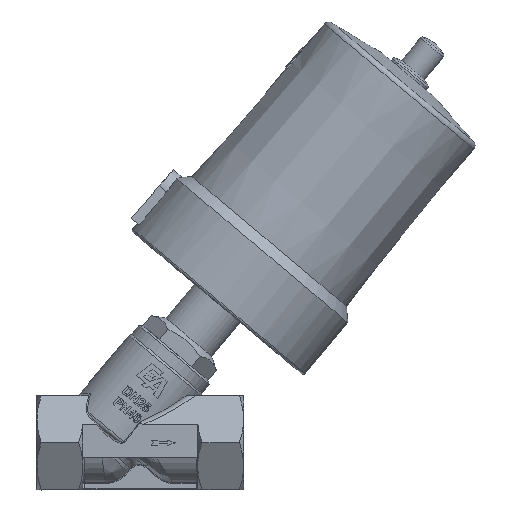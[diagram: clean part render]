
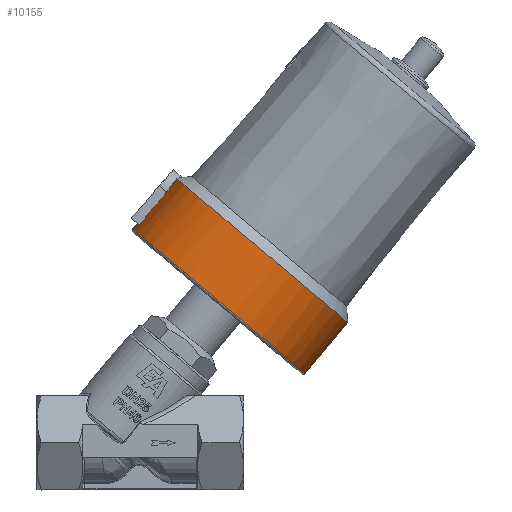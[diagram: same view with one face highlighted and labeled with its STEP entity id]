
A CAD part, top view. The second image highlights one B-rep face of the part: STEP entity #10155.
In plain terms, the highlighted cylindrical face has radius 49 mm (diameter 98 mm), a full revolution.
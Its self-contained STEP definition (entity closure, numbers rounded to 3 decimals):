
#244=ELLIPSE('',#11222,1404.032,49.);
#245=ELLIPSE('',#11231,1404.032,49.);
#572=B_SPLINE_CURVE_WITH_KNOTS('',3,(#31309,#31310,#31311,#31312,#31313,
#31314,#31315,#31316),.UNSPECIFIED.,.F.,.F.,(4,2,2,4),(4.97,
5.076,5.438,5.768),.UNSPECIFIED.);
#574=B_SPLINE_CURVE_WITH_KNOTS('',3,(#31332,#31333,#31334,#31335,#31336,
#31337,#31338,#31339),.UNSPECIFIED.,.F.,.F.,(4,2,2,4),(2.934,
3.263,3.626,3.731),.UNSPECIFIED.);
#810=CYLINDRICAL_SURFACE('',#11252,49.);
#1696=FACE_OUTER_BOUND('',#2329,.T.);
#2329=EDGE_LOOP('',(#9374,#9375,#9376,#9377,#9378,#9379,#9380,#9381,#9382,
#9383,#9384,#9385));
#2939=LINE('',#31426,#3521);
#3521=VECTOR('',#13717,49.);
#3907=CIRCLE('',#11233,49.);
#3908=CIRCLE('',#11235,49.);
#3909=CIRCLE('',#11236,49.);
#3918=CIRCLE('',#11248,49.);
#3919=CIRCLE('',#11249,49.);
#3920=CIRCLE('',#11250,49.);
#4913=VERTEX_POINT('',#31300);
#4914=VERTEX_POINT('',#31302);
#4915=VERTEX_POINT('',#31306);
#4916=VERTEX_POINT('',#31308);
#4917=VERTEX_POINT('',#31317);
#4922=VERTEX_POINT('',#31387);
#4923=VERTEX_POINT('',#31393);
#4932=VERTEX_POINT('',#31417);
#4933=VERTEX_POINT('',#31419);
#4934=VERTEX_POINT('',#31421);
#6405=EDGE_CURVE('',#4914,#4913,#244,.T.);
#6408=EDGE_CURVE('',#4916,#4915,#572,.T.);
#6410=EDGE_CURVE('',#4913,#4917,#574,.T.);
#6418=EDGE_CURVE('',#4915,#4922,#245,.T.);
#6419=EDGE_CURVE('',#4922,#4914,#3907,.T.);
#6420=EDGE_CURVE('',#4917,#4923,#3908,.T.);
#6421=EDGE_CURVE('',#4923,#4916,#3909,.T.);
#6433=EDGE_CURVE('',#4932,#4933,#3918,.T.);
#6434=EDGE_CURVE('',#4933,#4934,#3919,.T.);
#6435=EDGE_CURVE('',#4934,#4932,#3920,.T.);
#6437=EDGE_CURVE('',#4933,#4923,#2939,.T.);
#9374=ORIENTED_EDGE('',*,*,#6435,.F.);
#9375=ORIENTED_EDGE('',*,*,#6434,.F.);
#9376=ORIENTED_EDGE('',*,*,#6437,.T.);
#9377=ORIENTED_EDGE('',*,*,#6421,.T.);
#9378=ORIENTED_EDGE('',*,*,#6408,.T.);
#9379=ORIENTED_EDGE('',*,*,#6418,.T.);
#9380=ORIENTED_EDGE('',*,*,#6419,.T.);
#9381=ORIENTED_EDGE('',*,*,#6405,.T.);
#9382=ORIENTED_EDGE('',*,*,#6410,.T.);
#9383=ORIENTED_EDGE('',*,*,#6420,.T.);
#9384=ORIENTED_EDGE('',*,*,#6437,.F.);
#9385=ORIENTED_EDGE('',*,*,#6433,.F.);
#10155=ADVANCED_FACE('',(#1696),#810,.T.);
#11222=AXIS2_PLACEMENT_3D('',#31303,#13647,#13648);
#11231=AXIS2_PLACEMENT_3D('',#31389,#13670,#13671);
#11233=AXIS2_PLACEMENT_3D('',#31391,#13674,#13675);
#11235=AXIS2_PLACEMENT_3D('',#31394,#13678,#13679);
#11236=AXIS2_PLACEMENT_3D('',#31395,#13680,#13681);
#11248=AXIS2_PLACEMENT_3D('',#31420,#13707,#13708);
#11249=AXIS2_PLACEMENT_3D('',#31422,#13709,#13710);
#11250=AXIS2_PLACEMENT_3D('',#31423,#13711,#13712);
#11252=AXIS2_PLACEMENT_3D('',#31425,#13715,#13716);
#13647=DIRECTION('center_axis',(0.999,0.035,0.));
#13648=DIRECTION('ref_axis',(0.035,-0.999,0.));
#13670=DIRECTION('center_axis',(-0.999,0.035,0.));
#13671=DIRECTION('ref_axis',(0.035,0.999,0.));
#13674=DIRECTION('center_axis',(0.,-1.,0.));
#13675=DIRECTION('ref_axis',(1.,0.,0.));
#13678=DIRECTION('center_axis',(0.,-1.,0.));
#13679=DIRECTION('ref_axis',(1.,0.,0.));
#13680=DIRECTION('center_axis',(0.,-1.,0.));
#13681=DIRECTION('ref_axis',(1.,0.,0.));
#13707=DIRECTION('center_axis',(0.,-1.,0.));
#13708=DIRECTION('ref_axis',(-1.,0.,0.));
#13709=DIRECTION('center_axis',(0.,-1.,0.));
#13710=DIRECTION('ref_axis',(-1.,0.,0.));
#13711=DIRECTION('center_axis',(0.,-1.,0.));
#13712=DIRECTION('ref_axis',(-1.,0.,0.));
#13715=DIRECTION('center_axis',(0.,-1.,0.));
#13716=DIRECTION('ref_axis',(1.,0.,0.));
#13717=DIRECTION('',(0.,1.,0.));
#31300=CARTESIAN_POINT('',(9.592,31.738,-48.052));
#31302=CARTESIAN_POINT('',(10.25,12.903,-47.916));
#31303=CARTESIAN_POINT('Origin',(0.,306.425,
0.));
#31306=CARTESIAN_POINT('',(-9.592,31.738,-48.052));
#31308=CARTESIAN_POINT('',(-5.989,38.903,-48.633));
#31309=CARTESIAN_POINT('Ctrl Pts',(-5.989,38.903,-48.633));
#31310=CARTESIAN_POINT('Ctrl Pts',(-6.272,38.677,-48.598));
#31311=CARTESIAN_POINT('Ctrl Pts',(-6.539,38.438,-48.562));
#31312=CARTESIAN_POINT('Ctrl Pts',(-7.637,37.34,-48.409));
#31313=CARTESIAN_POINT('Ctrl Pts',(-8.375,36.263,-48.281));
#31314=CARTESIAN_POINT('Ctrl Pts',(-9.311,34.008,-48.109));
#31315=CARTESIAN_POINT('Ctrl Pts',(-9.554,32.848,-48.06));
#31316=CARTESIAN_POINT('Ctrl Pts',(-9.592,31.738,-48.052));
#31317=CARTESIAN_POINT('',(5.989,38.903,-48.633));
#31332=CARTESIAN_POINT('Ctrl Pts',(9.592,31.738,-48.052));
#31333=CARTESIAN_POINT('Ctrl Pts',(9.554,32.848,-48.06));
#31334=CARTESIAN_POINT('Ctrl Pts',(9.311,34.008,-48.109));
#31335=CARTESIAN_POINT('Ctrl Pts',(8.375,36.263,-48.281));
#31336=CARTESIAN_POINT('Ctrl Pts',(7.637,37.34,-48.409));
#31337=CARTESIAN_POINT('Ctrl Pts',(6.539,38.438,-48.562));
#31338=CARTESIAN_POINT('Ctrl Pts',(6.272,38.677,-48.598));
#31339=CARTESIAN_POINT('Ctrl Pts',(5.989,38.903,-48.633));
#31387=CARTESIAN_POINT('',(-10.25,12.903,-47.916));
#31389=CARTESIAN_POINT('Origin',(0.,306.425,
0.));
#31391=CARTESIAN_POINT('Origin',(0.,12.903,
0.));
#31393=CARTESIAN_POINT('',(-49.,38.903,0.));
#31394=CARTESIAN_POINT('Origin',(0.,38.903,
0.));
#31395=CARTESIAN_POINT('Origin',(0.,38.903,
0.));
#31417=CARTESIAN_POINT('',(0.,9.903,49.));
#31419=CARTESIAN_POINT('',(-49.,9.903,0.));
#31420=CARTESIAN_POINT('Origin',(0.,9.903,
0.));
#31421=CARTESIAN_POINT('',(49.,9.903,0.));
#31422=CARTESIAN_POINT('Origin',(0.,9.903,
0.));
#31423=CARTESIAN_POINT('Origin',(0.,9.903,
0.));
#31425=CARTESIAN_POINT('Origin',(0.,23.903,
0.));
#31426=CARTESIAN_POINT('',(-49.,23.903,0.));
